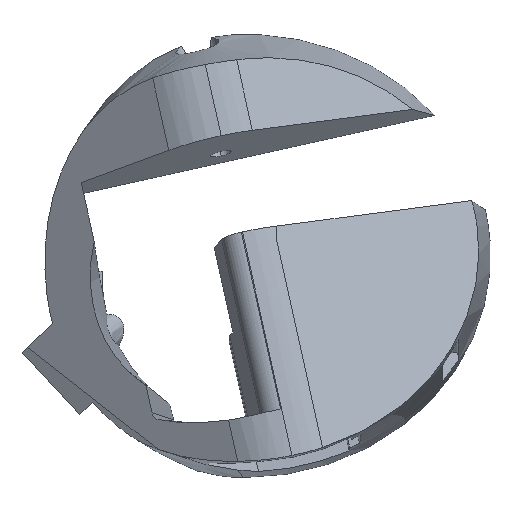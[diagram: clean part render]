
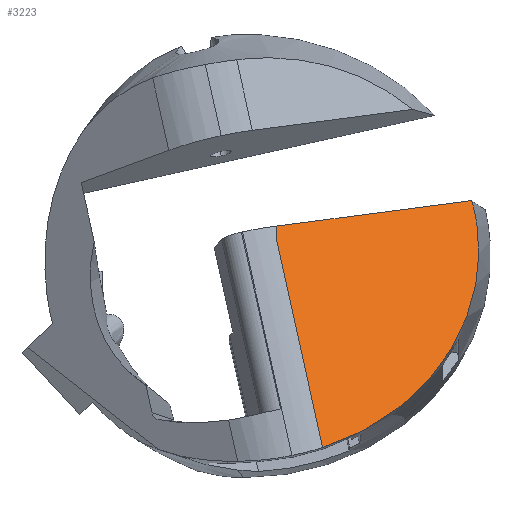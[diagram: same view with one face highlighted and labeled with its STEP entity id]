
A CAD part, front view. The second image highlights one B-rep face of the part: STEP entity #3223.
In plain terms, the highlighted planar face has unit normal (0.334, -0.902, 0.274).
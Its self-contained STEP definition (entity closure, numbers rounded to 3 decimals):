
#10 = VECTOR ( 'NONE', #2916, 1000. ) ;
#130 = CARTESIAN_POINT ( 'NONE',  ( 14.397, -9.769, -13.482 ) ) ;
#142 = CARTESIAN_POINT ( 'NONE',  ( 21.887, -3.201, -1.006 ) ) ;
#248 = EDGE_CURVE ( 'NONE', #603, #942, #1918, .T. ) ;
#344 = B_SPLINE_CURVE_WITH_KNOTS ( 'NONE', 3,
 ( #1121, #3749, #1780, #4063, #2109, #130, #2441, #475, #2777, #806, #3118, #1134, #3441, #1459, #3762, #1793, #4078, #2125, #142, #2454, #487, #2788, #819, #3132, #1151, #3451, #1471, #3775 ),
 .UNSPECIFIED., .F., .F.,
 ( 4, 2, 2, 2, 2, 2, 2, 2, 2, 2, 2, 2, 2, 4 ),
 ( 0., 0.004, 0.008, 0.01, 0.012, 0.016, 0.018, 0.02, 0.024, 0.025, 0.026, 0.028, 0.03, 0.032 ),
 .UNSPECIFIED. ) ;
#354 = CARTESIAN_POINT ( 'NONE',  ( 21.38, -1.211, 6.161 ) ) ;
#368 = CARTESIAN_POINT ( 'NONE',  ( 9.072, -15.237, -24.979 ) ) ;
#475 = CARTESIAN_POINT ( 'NONE',  ( 15.81, -8.883, -12.291 ) ) ;
#487 = CARTESIAN_POINT ( 'NONE',  ( 21.996, -2.868, -0.041 ) ) ;
#581 = ORIENTED_EDGE ( 'NONE', *, *, #4200, .T. ) ;
#603 = VERTEX_POINT ( 'NONE', #1368 ) ;
#609 = ORIENTED_EDGE ( 'NONE', *, *, #3359, .F. ) ;
#700 = DIRECTION ( 'NONE',  ( -0.334, 0.902, -0.274 ) ) ;
#806 = CARTESIAN_POINT ( 'NONE',  ( 17.525, -7.72, -10.554 ) ) ;
#819 = CARTESIAN_POINT ( 'NONE',  ( 22.065, -2.351, 1.577 ) ) ;
#933 = CARTESIAN_POINT ( 'NONE',  ( 3., -8.755, 3.759 ) ) ;
#942 = VERTEX_POINT ( 'NONE', #933 ) ;
#1121 = CARTESIAN_POINT ( 'NONE',  ( 7.33, -13.495, -17.122 ) ) ;
#1134 = CARTESIAN_POINT ( 'NONE',  ( 19.314, -6.3, -8.066 ) ) ;
#1151 = CARTESIAN_POINT ( 'NONE',  ( 21.934, -1.804, 3.536 ) ) ;
#1238 = VECTOR ( 'NONE', #1317, 1000. ) ;
#1317 = DIRECTION ( 'NONE',  ( -0.212, 0.212, 0.954 ) ) ;
#1329 = CARTESIAN_POINT ( 'NONE',  ( 9.072, -15.237, -24.979 ) ) ;
#1368 = CARTESIAN_POINT ( 'NONE',  ( 3., -9.165, 2.408 ) ) ;
#1459 = CARTESIAN_POINT ( 'NONE',  ( 20.223, -5.465, -6.424 ) ) ;
#1471 = CARTESIAN_POINT ( 'NONE',  ( 21.568, -1.339, 5.511 ) ) ;
#1725 = CARTESIAN_POINT ( 'NONE',  ( 2.709, -8.874, 3.721 ) ) ;
#1768 = EDGE_LOOP ( 'NONE', ( #609, #3430, #3714, #581 ) ) ;
#1780 = CARTESIAN_POINT ( 'NONE',  ( 9.671, -12.375, -16.292 ) ) ;
#1793 = CARTESIAN_POINT ( 'NONE',  ( 21.2, -4.402, -4.119 ) ) ;
#1918 = LINE ( 'NONE', #4192, #10 ) ;
#2063 = DIRECTION ( 'NONE',  ( 0.918, 0.377, 0.12 ) ) ;
#2109 = CARTESIAN_POINT ( 'NONE',  ( 12.907, -10.651, -14.567 ) ) ;
#2125 = CARTESIAN_POINT ( 'NONE',  ( 21.839, -3.317, -1.327 ) ) ;
#2326 = LINE ( 'NONE', #1329, #1238 ) ;
#2332 = VECTOR ( 'NONE', #2063, 1000. ) ;
#2441 = CARTESIAN_POINT ( 'NONE',  ( 14.883, -9.472, -13.096 ) ) ;
#2454 = CARTESIAN_POINT ( 'NONE',  ( 21.966, -2.977, -0.363 ) ) ;
#2521 = AXIS2_PLACEMENT_3D ( 'NONE', #368, #700, #3014 ) ;
#2586 = CARTESIAN_POINT ( 'NONE',  ( 7.33, -13.495, -17.122 ) ) ;
#2777 = CARTESIAN_POINT ( 'NONE',  ( 16.254, -8.591, -11.87 ) ) ;
#2788 = CARTESIAN_POINT ( 'NONE',  ( 22.059, -2.55, 0.928 ) ) ;
#2906 = EDGE_CURVE ( 'NONE', #3911, #603, #2326, .T. ) ;
#2916 = DIRECTION ( 'NONE',  ( 0., 0.291, 0.957 ) ) ;
#2934 = VERTEX_POINT ( 'NONE', #354 ) ;
#3014 = DIRECTION ( 'NONE',  ( -0.938, -0.348, 0. ) ) ;
#3107 = LINE ( 'NONE', #1725, #2332 ) ;
#3118 = CARTESIAN_POINT ( 'NONE',  ( 18.293, -7.147, -9.605 ) ) ;
#3132 = CARTESIAN_POINT ( 'NONE',  ( 22.002, -1.978, 2.881 ) ) ;
#3223 = ADVANCED_FACE ( 'NONE', ( #3314 ), #3327, .F. ) ;
#3314 = FACE_OUTER_BOUND ( 'NONE', #1768, .T. ) ;
#3327 = PLANE ( 'NONE',  #2521 ) ;
#3359 = EDGE_CURVE ( 'NONE', #942, #2934, #3107, .T. ) ;
#3430 = ORIENTED_EDGE ( 'NONE', *, *, #248, .F. ) ;
#3441 = CARTESIAN_POINT ( 'NONE',  ( 19.633, -6.02, -7.533 ) ) ;
#3451 = CARTESIAN_POINT ( 'NONE',  ( 21.717, -1.484, 4.853 ) ) ;
#3714 = ORIENTED_EDGE ( 'NONE', *, *, #2906, .F. ) ;
#3749 = CARTESIAN_POINT ( 'NONE',  ( 8.526, -12.939, -16.753 ) ) ;
#3762 = CARTESIAN_POINT ( 'NONE',  ( 20.489, -5.194, -5.857 ) ) ;
#3775 = CARTESIAN_POINT ( 'NONE',  ( 21.38, -1.211, 6.161 ) ) ;
#3911 = VERTEX_POINT ( 'NONE', #2586 ) ;
#4063 = CARTESIAN_POINT ( 'NONE',  ( 11.861, -11.231, -15.199 ) ) ;
#4078 = CARTESIAN_POINT ( 'NONE',  ( 21.557, -3.902, -2.909 ) ) ;
#4192 = CARTESIAN_POINT ( 'NONE',  ( 3., -9.038, 2.827 ) ) ;
#4200 = EDGE_CURVE ( 'NONE', #3911, #2934, #344, .T. ) ;
